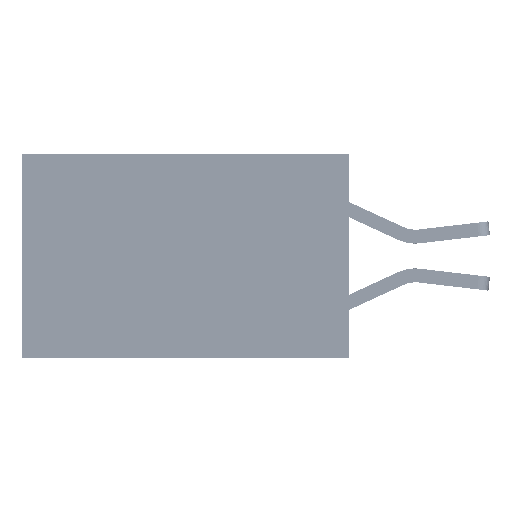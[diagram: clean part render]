
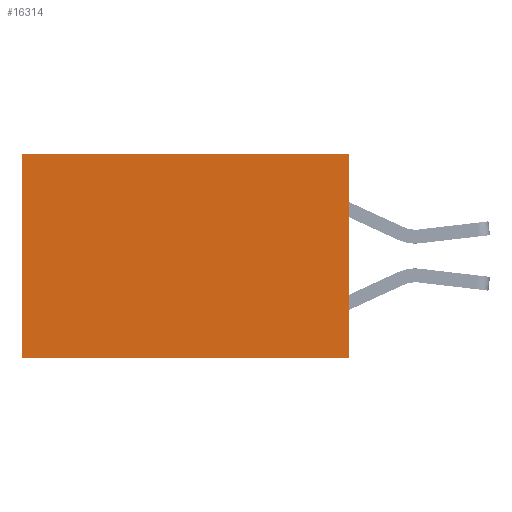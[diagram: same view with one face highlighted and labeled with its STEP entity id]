
A CAD part, left-side view. The second image highlights one B-rep face of the part: STEP entity #16314.
In plain terms, the highlighted planar face has unit normal (-1, 0, 0).
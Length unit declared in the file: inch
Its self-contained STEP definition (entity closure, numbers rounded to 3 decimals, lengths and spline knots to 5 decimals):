
#73 = LINE ( 'NONE', #10063, #6516 ) ;
#1825 = CARTESIAN_POINT ( 'NONE',  ( 0.277, 0., 0. ) ) ;
#3851 = VERTEX_POINT ( 'NONE', #22124 ) ;
#4556 = DIRECTION ( 'NONE',  ( 0., 1., 0. ) ) ;
#5373 = CARTESIAN_POINT ( 'NONE',  ( 0.277, 0., -0.37 ) ) ;
#6227 = EDGE_CURVE ( 'NONE', #3851, #30091, #30961, .T. ) ;
#6516 = VECTOR ( 'NONE', #26557, 39.37008 ) ;
#6809 = CARTESIAN_POINT ( 'NONE',  ( 0.277, 0.59, 0. ) ) ;
#7016 = CARTESIAN_POINT ( 'NONE',  ( 0.277, 0., -0.37 ) ) ;
#7471 = DIRECTION ( 'NONE',  ( 0., 1., 0. ) ) ;
#8133 = DIRECTION ( 'NONE',  ( 0., 0., -1. ) ) ;
#8895 = CARTESIAN_POINT ( 'NONE',  ( 0.277, 0., -0.37 ) ) ;
#10063 = CARTESIAN_POINT ( 'NONE',  ( 0.277, 0.59, -0.37 ) ) ;
#10448 = VECTOR ( 'NONE', #7471, 39.37008 ) ;
#12098 = CARTESIAN_POINT ( 'NONE',  ( 0.277, 0., 0. ) ) ;
#12157 = LINE ( 'NONE', #1825, #10448 ) ;
#12329 = EDGE_CURVE ( 'NONE', #22684, #3851, #34083, .T. ) ;
#12466 = DIRECTION ( 'NONE',  ( 0., 0., -1. ) ) ;
#13254 = VECTOR ( 'NONE', #8133, 39.37008 ) ;
#16314 = ADVANCED_FACE ( 'NONE', ( #32908 ), #31423, .F. ) ;
#18724 = CARTESIAN_POINT ( 'NONE',  ( 0.277, 0.59, -0.37 ) ) ;
#20196 = EDGE_LOOP ( 'NONE', ( #29250, #24661, #24724, #26090 ) ) ;
#20693 = EDGE_CURVE ( 'NONE', #22684, #21978, #12157, .T. ) ;
#21978 = VERTEX_POINT ( 'NONE', #6809 ) ;
#22124 = CARTESIAN_POINT ( 'NONE',  ( 0.277, 0., -0.37 ) ) ;
#22684 = VERTEX_POINT ( 'NONE', #12098 ) ;
#24607 = VECTOR ( 'NONE', #4556, 39.37008 ) ;
#24661 = ORIENTED_EDGE ( 'NONE', *, *, #6227, .F. ) ;
#24724 = ORIENTED_EDGE ( 'NONE', *, *, #12329, .F. ) ;
#26090 = ORIENTED_EDGE ( 'NONE', *, *, #20693, .T. ) ;
#26557 = DIRECTION ( 'NONE',  ( 0., 0., -1. ) ) ;
#27805 = AXIS2_PLACEMENT_3D ( 'NONE', #7016, #28807, #12466 ) ;
#28807 = DIRECTION ( 'NONE',  ( 1., 0., 0. ) ) ;
#29250 = ORIENTED_EDGE ( 'NONE', *, *, #33502, .T. ) ;
#30091 = VERTEX_POINT ( 'NONE', #18724 ) ;
#30961 = LINE ( 'NONE', #8895, #24607 ) ;
#31423 = PLANE ( 'NONE',  #27805 ) ;
#32908 = FACE_OUTER_BOUND ( 'NONE', #20196, .T. ) ;
#33502 = EDGE_CURVE ( 'NONE', #21978, #30091, #73, .T. ) ;
#34083 = LINE ( 'NONE', #5373, #13254 ) ;
